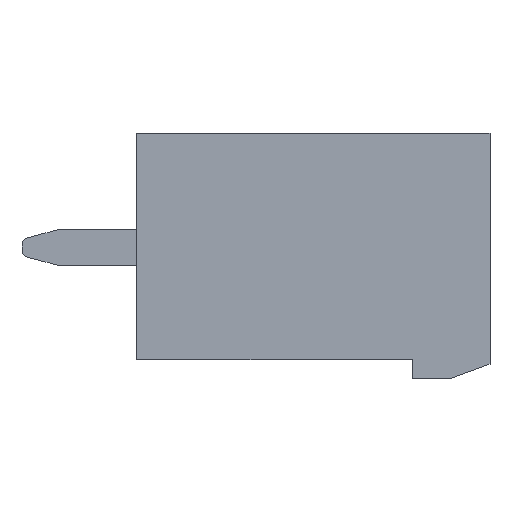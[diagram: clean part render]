
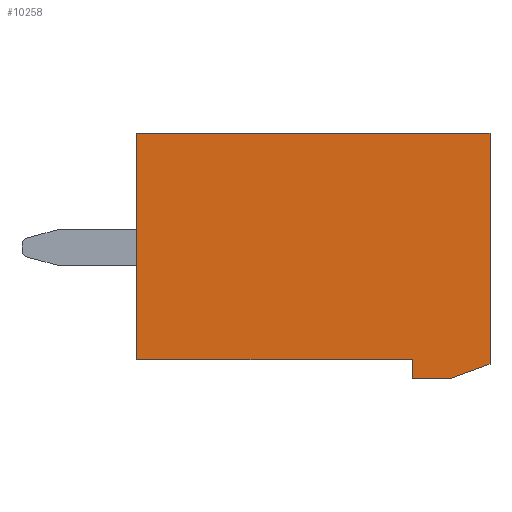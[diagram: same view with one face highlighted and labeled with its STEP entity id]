
A CAD part, front view. The second image highlights one B-rep face of the part: STEP entity #10258.
In plain terms, the highlighted planar face has unit normal (0, -1, 0).
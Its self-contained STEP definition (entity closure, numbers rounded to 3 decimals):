
#164 = LINE ( 'NONE', #5882, #2028 ) ;
#282 = VECTOR ( 'NONE', #2601, 1000. ) ;
#804 = ORIENTED_EDGE ( 'NONE', *, *, #2874, .T. ) ;
#910 = DIRECTION ( 'NONE',  ( 1., 0., 0. ) ) ;
#1012 = VERTEX_POINT ( 'NONE', #3717 ) ;
#1049 = EDGE_CURVE ( 'NONE', #3970, #5437, #5377, .T. ) ;
#1095 = ORIENTED_EDGE ( 'NONE', *, *, #2419, .T. ) ;
#1603 = CARTESIAN_POINT ( 'NONE',  ( 10., 3.815, -0.12 ) ) ;
#1632 = LINE ( 'NONE', #9243, #9858 ) ;
#1712 = FACE_OUTER_BOUND ( 'NONE', #1871, .T. ) ;
#1871 = EDGE_LOOP ( 'NONE', ( #3815, #804, #5468, #5661, #5677, #3275, #1095 ) ) ;
#2028 = VECTOR ( 'NONE', #5252, 1000. ) ;
#2193 = EDGE_CURVE ( 'NONE', #5437, #1012, #8506, .T. ) ;
#2215 = CARTESIAN_POINT ( 'NONE',  ( 10., 3.815, 6.42 ) ) ;
#2419 = EDGE_CURVE ( 'NONE', #1012, #9212, #164, .T. ) ;
#2496 = AXIS2_PLACEMENT_3D ( 'NONE', #3944, #4719, #10333 ) ;
#2601 = DIRECTION ( 'NONE',  ( 0., 0., -1. ) ) ;
#2699 = DIRECTION ( 'NONE',  ( 0., 0., 1. ) ) ;
#2714 = VERTEX_POINT ( 'NONE', #9370 ) ;
#2874 = EDGE_CURVE ( 'NONE', #3534, #2714, #5236, .T. ) ;
#3051 = EDGE_CURVE ( 'NONE', #6490, #3970, #1632, .T. ) ;
#3084 = CARTESIAN_POINT ( 'NONE',  ( 0., 3.815, 0. ) ) ;
#3253 = CARTESIAN_POINT ( 'NONE',  ( 7.8, 3.815, -0.54 ) ) ;
#3275 = ORIENTED_EDGE ( 'NONE', *, *, #2193, .T. ) ;
#3534 = VERTEX_POINT ( 'NONE', #8418 ) ;
#3717 = CARTESIAN_POINT ( 'NONE',  ( 8.85, 3.815, -0.54 ) ) ;
#3720 = DIRECTION ( 'NONE',  ( -1., 0., 0. ) ) ;
#3815 = ORIENTED_EDGE ( 'NONE', *, *, #5594, .T. ) ;
#3944 = CARTESIAN_POINT ( 'NONE',  ( 0., 3.815, 0. ) ) ;
#3970 = VERTEX_POINT ( 'NONE', #7246 ) ;
#4257 = VECTOR ( 'NONE', #5980, 1000. ) ;
#4418 = CARTESIAN_POINT ( 'NONE',  ( 7.8, 3.815, 0. ) ) ;
#4448 = DIRECTION ( 'NONE',  ( 0., 0., -1. ) ) ;
#4719 = DIRECTION ( 'NONE',  ( 0., -1., 0. ) ) ;
#5236 = LINE ( 'NONE', #2215, #9238 ) ;
#5252 = DIRECTION ( 'NONE',  ( 0.939, 0., 0.343 ) ) ;
#5377 = LINE ( 'NONE', #4418, #7491 ) ;
#5437 = VERTEX_POINT ( 'NONE', #3253 ) ;
#5468 = ORIENTED_EDGE ( 'NONE', *, *, #9798, .T. ) ;
#5594 = EDGE_CURVE ( 'NONE', #9212, #3534, #5614, .T. ) ;
#5614 = LINE ( 'NONE', #7432, #5862 ) ;
#5661 = ORIENTED_EDGE ( 'NONE', *, *, #3051, .T. ) ;
#5677 = ORIENTED_EDGE ( 'NONE', *, *, #1049, .T. ) ;
#5742 = CARTESIAN_POINT ( 'NONE',  ( 0., 3.815, 6.42 ) ) ;
#5862 = VECTOR ( 'NONE', #2699, 1000. ) ;
#5882 = CARTESIAN_POINT ( 'NONE',  ( 8.85, 3.815, -0.54 ) ) ;
#5980 = DIRECTION ( 'NONE',  ( 1., 0., 0. ) ) ;
#6490 = VERTEX_POINT ( 'NONE', #3084 ) ;
#6617 = LINE ( 'NONE', #5742, #282 ) ;
#7246 = CARTESIAN_POINT ( 'NONE',  ( 7.8, 3.815, 0. ) ) ;
#7432 = CARTESIAN_POINT ( 'NONE',  ( 10., 3.815, -0.12 ) ) ;
#7491 = VECTOR ( 'NONE', #4448, 1000. ) ;
#8418 = CARTESIAN_POINT ( 'NONE',  ( 10., 3.815, 6.42 ) ) ;
#8506 = LINE ( 'NONE', #10161, #4257 ) ;
#9212 = VERTEX_POINT ( 'NONE', #1603 ) ;
#9238 = VECTOR ( 'NONE', #3720, 1000. ) ;
#9243 = CARTESIAN_POINT ( 'NONE',  ( 0., 3.815, 0. ) ) ;
#9370 = CARTESIAN_POINT ( 'NONE',  ( 0., 3.815, 6.42 ) ) ;
#9798 = EDGE_CURVE ( 'NONE', #2714, #6490, #6617, .T. ) ;
#9858 = VECTOR ( 'NONE', #910, 1000. ) ;
#10161 = CARTESIAN_POINT ( 'NONE',  ( 7.8, 3.815, -0.54 ) ) ;
#10258 = ADVANCED_FACE ( 'NONE', ( #1712 ), #10301, .T. ) ;
#10301 = PLANE ( 'NONE',  #2496 ) ;
#10333 = DIRECTION ( 'NONE',  ( 0., 0., -1. ) ) ;
